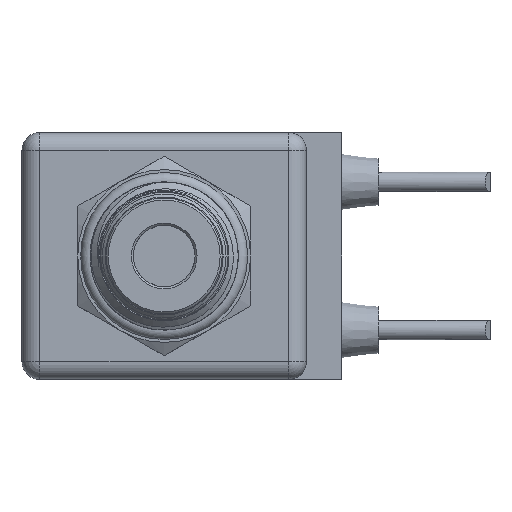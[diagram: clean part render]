
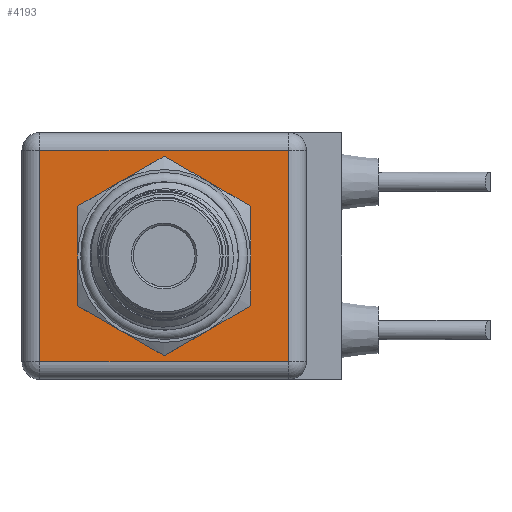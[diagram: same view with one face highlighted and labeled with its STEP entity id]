
A CAD part, front view. The second image highlights one B-rep face of the part: STEP entity #4193.
In plain terms, the highlighted planar face has unit normal (0, -1, 0).
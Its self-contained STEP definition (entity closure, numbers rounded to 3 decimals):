
#170=FACE_BOUND('',#1643,.T.);
#202=PLANE('',#4532);
#599=LINE('',#9341,#976);
#600=LINE('',#9343,#977);
#601=LINE('',#9345,#978);
#602=LINE('',#9346,#979);
#976=VECTOR('',#5253,1000.);
#977=VECTOR('',#5254,1000.);
#978=VECTOR('',#5255,1000.);
#979=VECTOR('',#5256,1000.);
#1331=FACE_OUTER_BOUND('',#1642,.T.);
#1642=EDGE_LOOP('',(#3527,#3528,#3529,#3530));
#1643=EDGE_LOOP('',(#3531,#3532,#3533,#3534,#3535,#3536));
#1814=CIRCLE('',#4446,11.113);
#1845=CIRCLE('',#4514,11.113);
#1846=CIRCLE('',#4516,11.113);
#1847=CIRCLE('',#4518,11.113);
#1848=CIRCLE('',#4520,11.113);
#1849=CIRCLE('',#4522,11.113);
#2012=VERTEX_POINT('',#7861);
#2013=VERTEX_POINT('',#7862);
#2153=VERTEX_POINT('',#9262);
#2154=VERTEX_POINT('',#9263);
#2157=VERTEX_POINT('',#9282);
#2159=VERTEX_POINT('',#9292);
#2168=VERTEX_POINT('',#9339);
#2169=VERTEX_POINT('',#9340);
#2170=VERTEX_POINT('',#9342);
#2171=VERTEX_POINT('',#9344);
#2455=EDGE_CURVE('',#2012,#2013,#1814,.T.);
#2629=EDGE_CURVE('',#2153,#2154,#1845,.T.);
#2632=EDGE_CURVE('',#2013,#2153,#1846,.T.);
#2635=EDGE_CURVE('',#2157,#2012,#1847,.T.);
#2639=EDGE_CURVE('',#2154,#2159,#1848,.T.);
#2641=EDGE_CURVE('',#2159,#2157,#1849,.T.);
#2657=EDGE_CURVE('',#2168,#2169,#599,.T.);
#2658=EDGE_CURVE('',#2169,#2170,#600,.T.);
#2659=EDGE_CURVE('',#2170,#2171,#601,.T.);
#2660=EDGE_CURVE('',#2171,#2168,#602,.T.);
#3527=ORIENTED_EDGE('',*,*,#2657,.T.);
#3528=ORIENTED_EDGE('',*,*,#2658,.T.);
#3529=ORIENTED_EDGE('',*,*,#2659,.T.);
#3530=ORIENTED_EDGE('',*,*,#2660,.T.);
#3531=ORIENTED_EDGE('',*,*,#2629,.T.);
#3532=ORIENTED_EDGE('',*,*,#2639,.T.);
#3533=ORIENTED_EDGE('',*,*,#2641,.T.);
#3534=ORIENTED_EDGE('',*,*,#2635,.T.);
#3535=ORIENTED_EDGE('',*,*,#2455,.T.);
#3536=ORIENTED_EDGE('',*,*,#2632,.T.);
#4193=ADVANCED_FACE('',(#1331,#170),#202,.F.);
#4446=AXIS2_PLACEMENT_3D('',#7863,#4946,#4947);
#4514=AXIS2_PLACEMENT_3D('',#9264,#5202,#5203);
#4516=AXIS2_PLACEMENT_3D('',#9273,#5206,#5207);
#4518=AXIS2_PLACEMENT_3D('',#9283,#5210,#5211);
#4520=AXIS2_PLACEMENT_3D('',#9297,#5214,#5215);
#4522=AXIS2_PLACEMENT_3D('',#9302,#5218,#5219);
#4532=AXIS2_PLACEMENT_3D('',#9338,#5251,#5252);
#4946=DIRECTION('center_axis',(0.,1.,0.));
#4947=DIRECTION('ref_axis',(0.,0.,1.));
#5202=DIRECTION('center_axis',(0.,1.,0.));
#5203=DIRECTION('ref_axis',(0.,0.,1.));
#5206=DIRECTION('center_axis',(0.,1.,0.));
#5207=DIRECTION('ref_axis',(0.,0.,1.));
#5210=DIRECTION('center_axis',(0.,1.,0.));
#5211=DIRECTION('ref_axis',(0.,0.,1.));
#5214=DIRECTION('center_axis',(0.,1.,0.));
#5215=DIRECTION('ref_axis',(0.,0.,1.));
#5218=DIRECTION('center_axis',(0.,1.,0.));
#5219=DIRECTION('ref_axis',(0.,0.,1.));
#5251=DIRECTION('center_axis',(0.,1.,0.));
#5252=DIRECTION('ref_axis',(0.,0.,1.));
#5253=DIRECTION('',(1.,0.,0.));
#5254=DIRECTION('',(0.,0.,1.));
#5255=DIRECTION('',(-1.,0.,0.));
#5256=DIRECTION('',(0.,0.,-1.));
#7861=CARTESIAN_POINT('',(-5.556,17.018,9.624));
#7862=CARTESIAN_POINT('',(5.556,17.018,9.624));
#7863=CARTESIAN_POINT('Origin',(0.,17.018,0.));
#9262=CARTESIAN_POINT('',(11.113,17.018,0.));
#9263=CARTESIAN_POINT('',(5.556,17.018,-9.624));
#9264=CARTESIAN_POINT('Origin',(0.,17.018,0.));
#9273=CARTESIAN_POINT('Origin',(0.,17.018,0.));
#9282=CARTESIAN_POINT('',(-11.113,17.018,0.));
#9283=CARTESIAN_POINT('Origin',(0.,17.018,0.));
#9292=CARTESIAN_POINT('',(-5.556,17.018,-9.624));
#9297=CARTESIAN_POINT('Origin',(0.,17.018,0.));
#9302=CARTESIAN_POINT('Origin',(0.,17.018,0.));
#9338=CARTESIAN_POINT('Origin',(-18.288,17.018,15.875));
#9339=CARTESIAN_POINT('',(-16.002,17.018,-13.589));
#9340=CARTESIAN_POINT('',(16.002,17.018,-13.589));
#9341=CARTESIAN_POINT('',(-18.288,17.018,-13.589));
#9342=CARTESIAN_POINT('',(16.002,17.018,13.589));
#9343=CARTESIAN_POINT('',(16.002,17.018,15.875));
#9344=CARTESIAN_POINT('',(-16.002,17.018,13.589));
#9345=CARTESIAN_POINT('',(-18.288,17.018,13.589));
#9346=CARTESIAN_POINT('',(-16.002,17.018,15.875));
